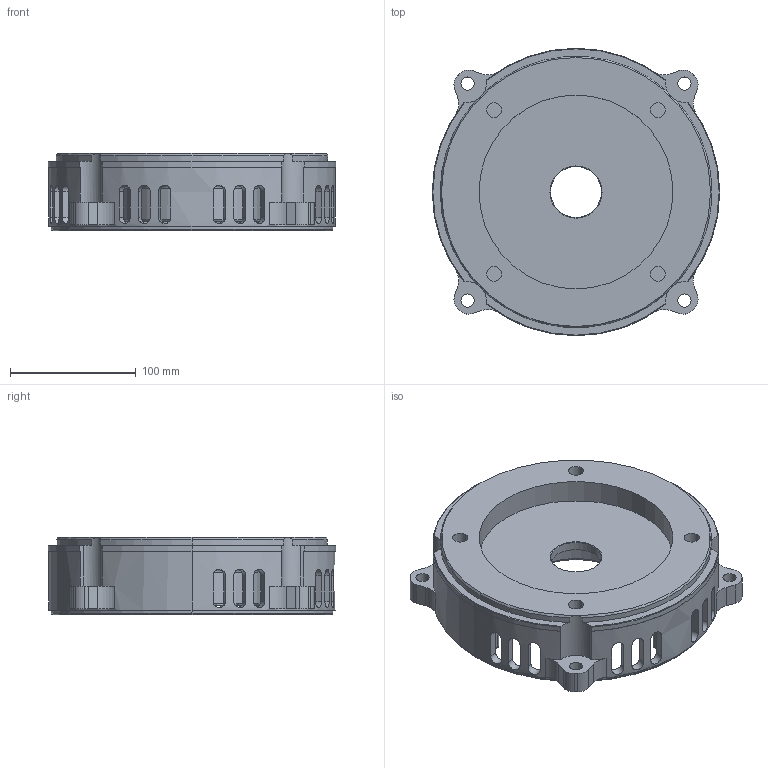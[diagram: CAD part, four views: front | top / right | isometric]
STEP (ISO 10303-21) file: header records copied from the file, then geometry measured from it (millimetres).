
FILE_DESCRIPTION (( 'STEP AP214' ), '1' );
FILE_NAME ('MTADP-CFACE-210.STEP', '2020-07-08T13:50:40', ( '' ), ( '' ), 'SwSTEP 2.0', 'SolidWorks 2017', '' );
FILE_SCHEMA (( 'AUTOMOTIVE_DESIGN' ));
Length unit declared in the file: inch
Products named in the file (1): MTADP-CFACE-210
Bounding box: 228.6 x 228.6 x 61.44 mm (x, y, z)
Volume: 980585.6 mm3; surface area: 186942.8 mm2
Topology: 1 solids, 1 shells, 450 faces, 1176 edges, 693 vertices
Faces by surface type: cylinder 187, bspline 160, plane 80, cone 23
Entity records: 21648 total; most frequent: CARTESIAN_POINT 11576, ORIENTED_EDGE 2282, DIRECTION 1934, EDGE_CURVE 1141, AXIS2_PLACEMENT_3D 784, VERTEX_POINT 693, CIRCLE 493, EDGE_LOOP 484
